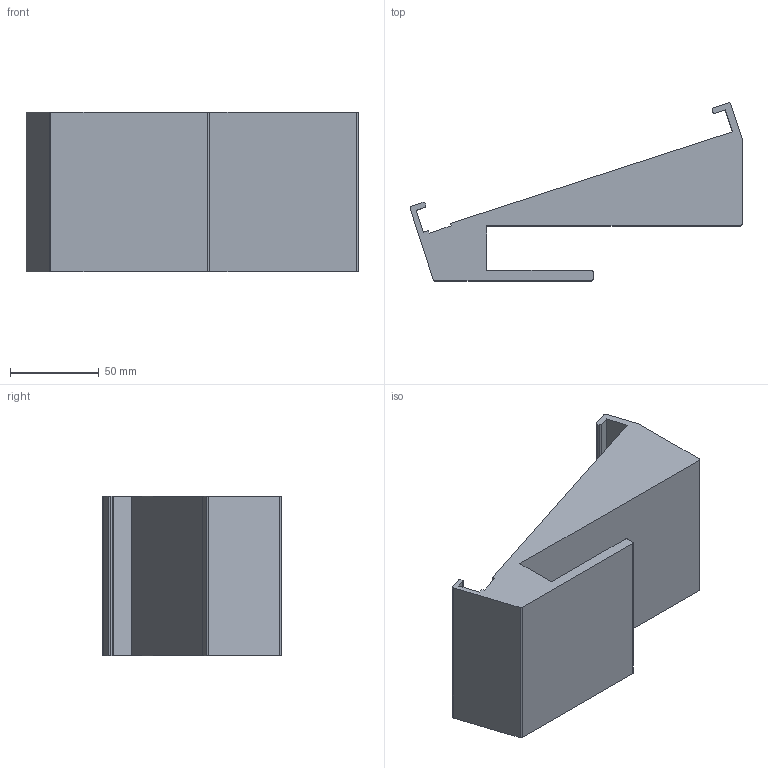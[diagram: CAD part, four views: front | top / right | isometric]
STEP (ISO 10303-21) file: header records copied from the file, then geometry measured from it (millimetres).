
FILE_DESCRIPTION(/* description */ ('Alibre Inc.'),/* implementation_level */ '2;1');
FILE_NAME(/* name */ 'export-C31178E2-C623-4924-B9ED-AD1CF8D85C88',/* time_stamp */ '2024-07-05T16:53:38-04:00',/* author */ (''),/* organization */ (''),/* preprocessor_version */ 'ST-DEVELOPER v17',/* originating_system */ 'Alibre',/* authorisation */ '');
FILE_SCHEMA (('CONFIG_CONTROL_DESIGN'));
Length unit declared in the file: centimetre
Bounding box: 187.42 x 100.49 x 90 mm (x, y, z)
Volume: 556209.4 mm3; surface area: 74233.5 mm2
Topology: 1 solids, 1 shells, 33 faces, 93 edges, 62 vertices
Faces by surface type: plane 23, cylinder 10
Entity records: 1129 total; most frequent: CARTESIAN_POINT 188, ORIENTED_EDGE 186, DIRECTION 156, EDGE_CURVE 93, VECTOR 73, LINE 73, VERTEX_POINT 62, AXIS2_PLACEMENT_3D 53
